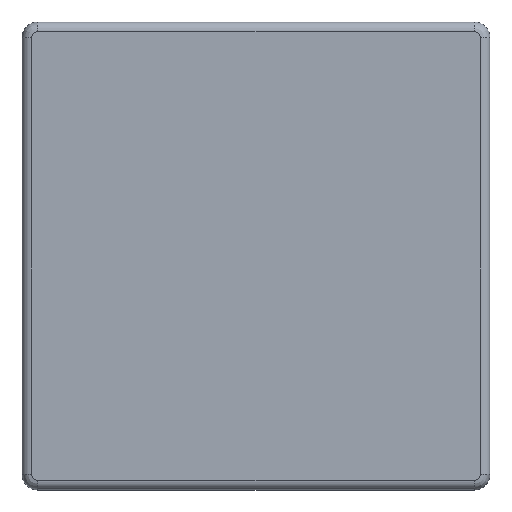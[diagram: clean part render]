
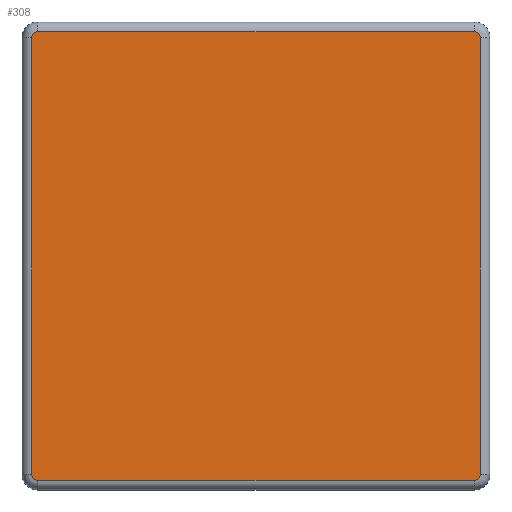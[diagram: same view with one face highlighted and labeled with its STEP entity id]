
A CAD part, top view. The second image highlights one B-rep face of the part: STEP entity #308.
In plain terms, the highlighted planar face has unit normal (0, 0, 1).
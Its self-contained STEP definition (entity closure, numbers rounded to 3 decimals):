
#43=FACE_OUTER_BOUND('',#61,.T.);
#61=EDGE_LOOP('',(#258,#259,#260,#261,#262,#263,#264,#265));
#70=CIRCLE('',#342,1.5);
#74=CIRCLE('',#348,1.5);
#78=CIRCLE('',#355,1.5);
#81=CIRCLE('',#361,1.5);
#87=LINE('',#479,#107);
#93=LINE('',#510,#113);
#97=LINE('',#534,#117);
#101=LINE('',#555,#121);
#107=VECTOR('',#386,1.);
#113=VECTOR('',#412,1.);
#117=VECTOR('',#430,1.);
#121=VECTOR('',#446,1.);
#131=VERTEX_POINT('',#473);
#133=VERTEX_POINT('',#477);
#136=VERTEX_POINT('',#500);
#137=VERTEX_POINT('',#504);
#139=VERTEX_POINT('',#508);
#141=VERTEX_POINT('',#528);
#143=VERTEX_POINT('',#532);
#145=VERTEX_POINT('',#552);
#157=EDGE_CURVE('',#133,#131,#87,.T.);
#164=EDGE_CURVE('',#131,#136,#70,.T.);
#169=EDGE_CURVE('',#139,#137,#93,.T.);
#171=EDGE_CURVE('',#137,#133,#74,.T.);
#177=EDGE_CURVE('',#143,#141,#97,.T.);
#179=EDGE_CURVE('',#141,#139,#78,.T.);
#184=EDGE_CURVE('',#136,#145,#101,.T.);
#185=EDGE_CURVE('',#145,#143,#81,.T.);
#258=ORIENTED_EDGE('',*,*,#171,.F.);
#259=ORIENTED_EDGE('',*,*,#169,.F.);
#260=ORIENTED_EDGE('',*,*,#179,.F.);
#261=ORIENTED_EDGE('',*,*,#177,.F.);
#262=ORIENTED_EDGE('',*,*,#185,.F.);
#263=ORIENTED_EDGE('',*,*,#184,.F.);
#264=ORIENTED_EDGE('',*,*,#164,.F.);
#265=ORIENTED_EDGE('',*,*,#157,.F.);
#271=PLANE('',#362);
#308=ADVANCED_FACE('',(#43),#271,.T.);
#342=AXIS2_PLACEMENT_3D('',#501,#401,#402);
#348=AXIS2_PLACEMENT_3D('',#522,#416,#417);
#355=AXIS2_PLACEMENT_3D('',#546,#434,#435);
#361=AXIS2_PLACEMENT_3D('',#566,#449,#450);
#362=AXIS2_PLACEMENT_3D('',#567,#451,#452);
#386=DIRECTION('',(0.,-1.,0.));
#401=DIRECTION('center_axis',(0.,0.,-1.));
#402=DIRECTION('ref_axis',(1.,0.,0.));
#412=DIRECTION('',(1.,0.,0.));
#416=DIRECTION('center_axis',(0.,0.,-1.));
#417=DIRECTION('ref_axis',(1.,0.,0.));
#430=DIRECTION('',(0.,1.,0.));
#434=DIRECTION('center_axis',(0.,0.,-1.));
#435=DIRECTION('ref_axis',(1.,0.,0.));
#446=DIRECTION('',(-1.,0.,0.));
#449=DIRECTION('center_axis',(0.,0.,-1.));
#450=DIRECTION('ref_axis',(1.,0.,0.));
#451=DIRECTION('center_axis',(0.,0.,1.));
#452=DIRECTION('ref_axis',(-1.,0.,0.));
#473=CARTESIAN_POINT('',(117.5,4.,4.));
#477=CARTESIAN_POINT('',(117.5,116.,4.));
#479=CARTESIAN_POINT('',(117.5,116.,4.));
#500=CARTESIAN_POINT('',(116.,2.5,4.));
#501=CARTESIAN_POINT('Origin',(116.,4.,4.));
#504=CARTESIAN_POINT('',(116.,117.5,4.));
#508=CARTESIAN_POINT('',(4.,117.5,4.));
#510=CARTESIAN_POINT('',(4.,117.5,4.));
#522=CARTESIAN_POINT('Origin',(116.,116.,4.));
#528=CARTESIAN_POINT('',(2.5,116.,4.));
#532=CARTESIAN_POINT('',(2.5,4.,4.));
#534=CARTESIAN_POINT('',(2.5,4.,4.));
#546=CARTESIAN_POINT('Origin',(4.,116.,4.));
#552=CARTESIAN_POINT('',(4.,2.5,4.));
#555=CARTESIAN_POINT('',(116.,2.5,4.));
#566=CARTESIAN_POINT('Origin',(4.,4.,4.));
#567=CARTESIAN_POINT('Origin',(116.75,4.,4.));
